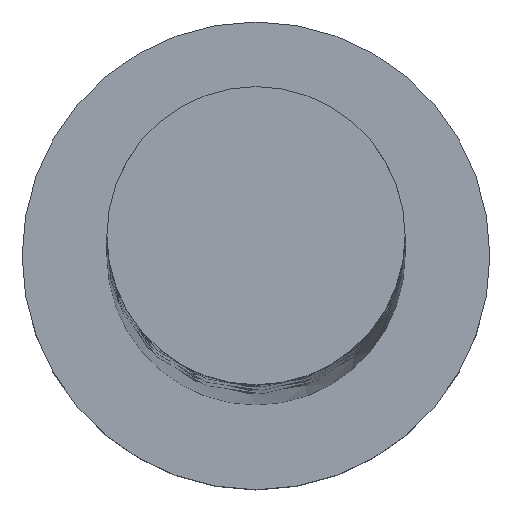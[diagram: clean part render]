
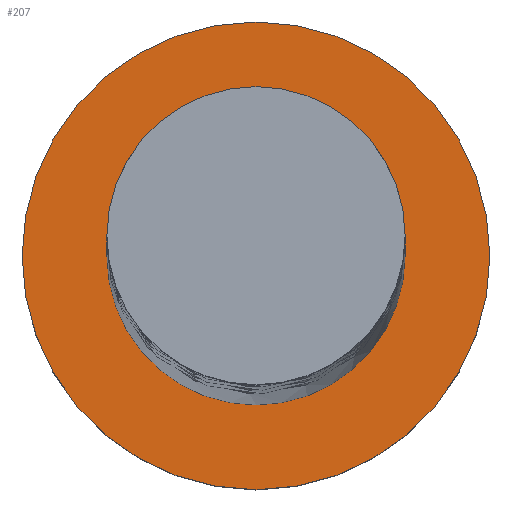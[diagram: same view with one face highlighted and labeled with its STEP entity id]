
A CAD part, top view. The second image highlights one B-rep face of the part: STEP entity #207.
In plain terms, the highlighted planar face has unit normal (0, 0, 1).
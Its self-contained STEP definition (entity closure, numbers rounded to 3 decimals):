
#8 = VERTEX_POINT ( 'NONE', #488 ) ;
#84 = DIRECTION ( 'NONE',  ( 1., 0., 0. ) ) ;
#105 = VERTEX_POINT ( 'NONE', #215 ) ;
#136 = CARTESIAN_POINT ( 'NONE',  ( 0., 0., 5. ) ) ;
#207 = ADVANCED_FACE ( 'NONE', ( #1938, #694 ), #1752, .T. ) ;
#215 = CARTESIAN_POINT ( 'NONE',  ( 5.1, 0., 5. ) ) ;
#286 = CIRCLE ( 'NONE', #1461, 5.1 ) ;
#287 = VERTEX_POINT ( 'NONE', #1313 ) ;
#320 = CIRCLE ( 'NONE', #1193, 8. ) ;
#369 = DIRECTION ( 'NONE',  ( 1., 0., 0. ) ) ;
#423 = DIRECTION ( 'NONE',  ( 0., 0., 1. ) ) ;
#488 = CARTESIAN_POINT ( 'NONE',  ( -8., 0., 5. ) ) ;
#527 = CARTESIAN_POINT ( 'NONE',  ( 0., 0., 5. ) ) ;
#530 = ORIENTED_EDGE ( 'NONE', *, *, #1210, .F. ) ;
#540 = CARTESIAN_POINT ( 'NONE',  ( 0., 0., 5. ) ) ;
#550 = EDGE_CURVE ( 'NONE', #8, #287, #875, .T. ) ;
#551 = DIRECTION ( 'NONE',  ( 1., 0., 0. ) ) ;
#564 = ORIENTED_EDGE ( 'NONE', *, *, #550, .T. ) ;
#694 = FACE_OUTER_BOUND ( 'NONE', #1045, .T. ) ;
#875 = CIRCLE ( 'NONE', #943, 8. ) ;
#903 = VERTEX_POINT ( 'NONE', #1723 ) ;
#934 = ORIENTED_EDGE ( 'NONE', *, *, #1116, .T. ) ;
#943 = AXIS2_PLACEMENT_3D ( 'NONE', #540, #1486, #551 ) ;
#972 = AXIS2_PLACEMENT_3D ( 'NONE', #527, #1772, #1292 ) ;
#1000 = CARTESIAN_POINT ( 'NONE',  ( 0., 0., 5. ) ) ;
#1031 = EDGE_CURVE ( 'NONE', #903, #105, #1600, .T. ) ;
#1045 = EDGE_LOOP ( 'NONE', ( #564, #934 ) ) ;
#1116 = EDGE_CURVE ( 'NONE', #287, #8, #320, .T. ) ;
#1193 = AXIS2_PLACEMENT_3D ( 'NONE', #1351, #1653, #1505 ) ;
#1210 = EDGE_CURVE ( 'NONE', #105, #903, #286, .T. ) ;
#1286 = DIRECTION ( 'NONE',  ( 0., 0., 1. ) ) ;
#1292 = DIRECTION ( 'NONE',  ( 1., 0., 0. ) ) ;
#1313 = CARTESIAN_POINT ( 'NONE',  ( 8., 0., 5. ) ) ;
#1351 = CARTESIAN_POINT ( 'NONE',  ( 0., 0., 5. ) ) ;
#1461 = AXIS2_PLACEMENT_3D ( 'NONE', #136, #423, #84 ) ;
#1486 = DIRECTION ( 'NONE',  ( 0., 0., 1. ) ) ;
#1495 = ORIENTED_EDGE ( 'NONE', *, *, #1031, .F. ) ;
#1505 = DIRECTION ( 'NONE',  ( 1., 0., 0. ) ) ;
#1600 = CIRCLE ( 'NONE', #1844, 5.1 ) ;
#1653 = DIRECTION ( 'NONE',  ( 0., 0., 1. ) ) ;
#1723 = CARTESIAN_POINT ( 'NONE',  ( -5.1, 0., 5. ) ) ;
#1752 = PLANE ( 'NONE',  #972 ) ;
#1772 = DIRECTION ( 'NONE',  ( 0., 0., 1. ) ) ;
#1844 = AXIS2_PLACEMENT_3D ( 'NONE', #1000, #1286, #369 ) ;
#1938 = FACE_BOUND ( 'NONE', #1964, .T. ) ;
#1964 = EDGE_LOOP ( 'NONE', ( #1495, #530 ) ) ;
